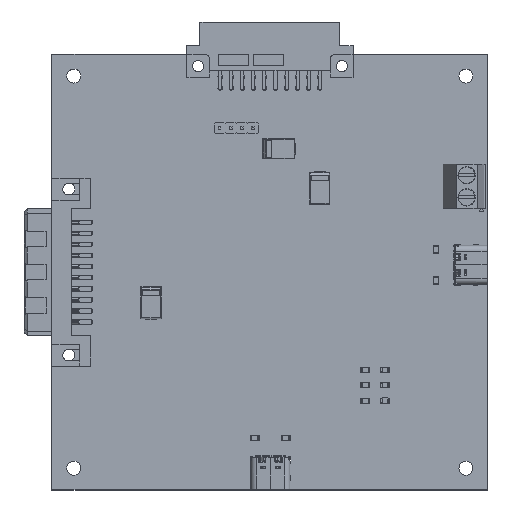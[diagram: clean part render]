
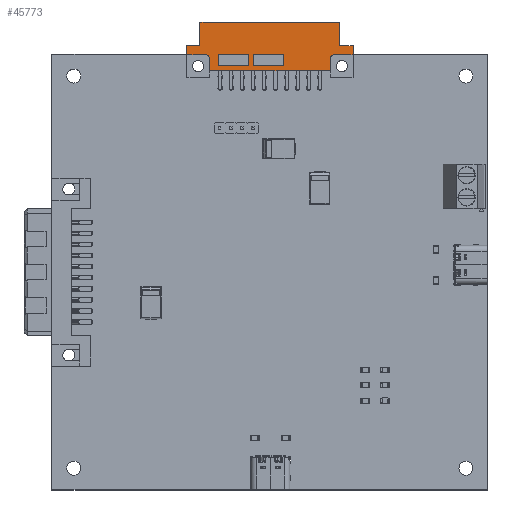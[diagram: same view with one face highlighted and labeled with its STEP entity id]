
A CAD part, top view. The second image highlights one B-rep face of the part: STEP entity #45773.
In plain terms, the highlighted face is planar.
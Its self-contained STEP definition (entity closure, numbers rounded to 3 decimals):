
#45748 = VERTEX_POINT('',#45749);
#45749 = CARTESIAN_POINT('',(13.43,8.6,1.6));
#45755 = EDGE_CURVE('',#45756,#45748,#45758,.T.);
#45756 = VERTEX_POINT('',#45757);
#45757 = CARTESIAN_POINT('',(13.43,8.6,4.2));
#45758 = LINE('',#45759,#45760);
#45759 = CARTESIAN_POINT('',(13.43,8.6,-1.1));
#45760 = VECTOR('',#45761,1.);
#45761 = DIRECTION('',(0.,0.,-1.));
#45773 = ADVANCED_FACE('',(#45774,#45799,#45833),#45949,.F.);
#45774 = FACE_BOUND('',#45775,.T.);
#45775 = EDGE_LOOP('',(#45776,#45777,#45785,#45793));
#45776 = ORIENTED_EDGE('',*,*,#45755,.T.);
#45777 = ORIENTED_EDGE('',*,*,#45778,.T.);
#45778 = EDGE_CURVE('',#45748,#45779,#45781,.T.);
#45779 = VERTEX_POINT('',#45780);
#45780 = CARTESIAN_POINT('',(20.43,8.6,1.6));
#45781 = LINE('',#45782,#45783);
#45782 = CARTESIAN_POINT('',(-2.49,8.6,1.6));
#45783 = VECTOR('',#45784,1.);
#45784 = DIRECTION('',(1.,0.,-0.));
#45785 = ORIENTED_EDGE('',*,*,#45786,.F.);
#45786 = EDGE_CURVE('',#45787,#45779,#45789,.T.);
#45787 = VERTEX_POINT('',#45788);
#45788 = CARTESIAN_POINT('',(20.43,8.6,4.2));
#45789 = LINE('',#45790,#45791);
#45790 = CARTESIAN_POINT('',(20.43,8.6,-1.1));
#45791 = VECTOR('',#45792,1.);
#45792 = DIRECTION('',(0.,0.,-1.));
#45793 = ORIENTED_EDGE('',*,*,#45794,.F.);
#45794 = EDGE_CURVE('',#45756,#45787,#45795,.T.);
#45795 = LINE('',#45796,#45797);
#45796 = CARTESIAN_POINT('',(5.13,8.6,4.2));
#45797 = VECTOR('',#45798,1.);
#45798 = DIRECTION('',(1.,0.,-0.));
#45799 = FACE_BOUND('',#45800,.T.);
#45800 = EDGE_LOOP('',(#45801,#45811,#45819,#45827));
#45801 = ORIENTED_EDGE('',*,*,#45802,.F.);
#45802 = EDGE_CURVE('',#45803,#45805,#45807,.T.);
#45803 = VERTEX_POINT('',#45804);
#45804 = CARTESIAN_POINT('',(21.43,8.6,4.2));
#45805 = VERTEX_POINT('',#45806);
#45806 = CARTESIAN_POINT('',(28.43,8.6,4.2));
#45807 = LINE('',#45808,#45809);
#45808 = CARTESIAN_POINT('',(35.63,8.6,4.2));
#45809 = VECTOR('',#45810,1.);
#45810 = DIRECTION('',(1.,0.,-0.));
#45811 = ORIENTED_EDGE('',*,*,#45812,.F.);
#45812 = EDGE_CURVE('',#45813,#45803,#45815,.T.);
#45813 = VERTEX_POINT('',#45814);
#45814 = CARTESIAN_POINT('',(21.43,8.6,1.6));
#45815 = LINE('',#45816,#45817);
#45816 = CARTESIAN_POINT('',(21.43,8.6,-1.1));
#45817 = VECTOR('',#45818,1.);
#45818 = DIRECTION('',(-0.,0.,1.));
#45819 = ORIENTED_EDGE('',*,*,#45820,.F.);
#45820 = EDGE_CURVE('',#45821,#45813,#45823,.T.);
#45821 = VERTEX_POINT('',#45822);
#45822 = CARTESIAN_POINT('',(28.43,8.6,1.6));
#45823 = LINE('',#45824,#45825);
#45824 = CARTESIAN_POINT('',(35.63,8.6,1.6));
#45825 = VECTOR('',#45826,1.);
#45826 = DIRECTION('',(-1.,0.,0.));
#45827 = ORIENTED_EDGE('',*,*,#45828,.F.);
#45828 = EDGE_CURVE('',#45805,#45821,#45829,.T.);
#45829 = LINE('',#45830,#45831);
#45830 = CARTESIAN_POINT('',(28.43,8.6,-1.1));
#45831 = VECTOR('',#45832,1.);
#45832 = DIRECTION('',(0.,0.,-1.));
#45833 = FACE_BOUND('',#45834,.T.);
#45834 = EDGE_LOOP('',(#45835,#45845,#45853,#45862,#45870,#45878,#45886,
    #45894,#45902,#45910,#45918,#45926,#45934,#45943));
#45835 = ORIENTED_EDGE('',*,*,#45836,.F.);
#45836 = EDGE_CURVE('',#45837,#45839,#45841,.T.);
#45837 = VERTEX_POINT('',#45838);
#45838 = CARTESIAN_POINT('',(2.71,8.6,0.4));
#45839 = VERTEX_POINT('',#45840);
#45840 = CARTESIAN_POINT('',(30.43,8.6,0.4));
#45841 = LINE('',#45842,#45843);
#45842 = CARTESIAN_POINT('',(-32.97,8.6,0.4));
#45843 = VECTOR('',#45844,1.);
#45844 = DIRECTION('',(1.,0.,-0.));
#45845 = ORIENTED_EDGE('',*,*,#45846,.T.);
#45846 = EDGE_CURVE('',#45837,#45847,#45849,.T.);
#45847 = VERTEX_POINT('',#45848);
#45848 = CARTESIAN_POINT('',(2.71,8.6,3.1));
#45849 = LINE('',#45850,#45851);
#45850 = CARTESIAN_POINT('',(2.71,8.6,-1.1));
#45851 = VECTOR('',#45852,1.);
#45852 = DIRECTION('',(-0.,0.,1.));
#45853 = ORIENTED_EDGE('',*,*,#45854,.T.);
#45854 = EDGE_CURVE('',#45847,#45855,#45857,.T.);
#45855 = VERTEX_POINT('',#45856);
#45856 = CARTESIAN_POINT('',(1.71,8.6,4.1));
#45857 = CIRCLE('',#45858,1.);
#45858 = AXIS2_PLACEMENT_3D('',#45859,#45860,#45861);
#45859 = CARTESIAN_POINT('',(1.71,8.6,3.1));
#45860 = DIRECTION('',(0.,-1.,0.));
#45861 = DIRECTION('',(1.,0.,0.));
#45862 = ORIENTED_EDGE('',*,*,#45863,.T.);
#45863 = EDGE_CURVE('',#45855,#45864,#45866,.T.);
#45864 = VERTEX_POINT('',#45865);
#45865 = CARTESIAN_POINT('',(-2.49,8.6,4.1));
#45866 = LINE('',#45867,#45868);
#45867 = CARTESIAN_POINT('',(-2.49,8.6,4.1));
#45868 = VECTOR('',#45869,1.);
#45869 = DIRECTION('',(-1.,0.,0.));
#45870 = ORIENTED_EDGE('',*,*,#45871,.T.);
#45871 = EDGE_CURVE('',#45864,#45872,#45874,.T.);
#45872 = VERTEX_POINT('',#45873);
#45873 = CARTESIAN_POINT('',(-2.49,8.6,6.1));
#45874 = LINE('',#45875,#45876);
#45875 = CARTESIAN_POINT('',(-2.49,8.6,-1.1));
#45876 = VECTOR('',#45877,1.);
#45877 = DIRECTION('',(-0.,0.,1.));
#45878 = ORIENTED_EDGE('',*,*,#45879,.T.);
#45879 = EDGE_CURVE('',#45872,#45880,#45882,.T.);
#45880 = VERTEX_POINT('',#45881);
#45881 = CARTESIAN_POINT('',(0.51,8.6,6.1));
#45882 = LINE('',#45883,#45884);
#45883 = CARTESIAN_POINT('',(-2.49,8.6,6.1));
#45884 = VECTOR('',#45885,1.);
#45885 = DIRECTION('',(1.,0.,-0.));
#45886 = ORIENTED_EDGE('',*,*,#45887,.T.);
#45887 = EDGE_CURVE('',#45880,#45888,#45890,.T.);
#45888 = VERTEX_POINT('',#45889);
#45889 = CARTESIAN_POINT('',(0.51,8.6,11.6));
#45890 = LINE('',#45891,#45892);
#45891 = CARTESIAN_POINT('',(0.51,8.6,-1.1));
#45892 = VECTOR('',#45893,1.);
#45893 = DIRECTION('',(-0.,0.,1.));
#45894 = ORIENTED_EDGE('',*,*,#45895,.F.);
#45895 = EDGE_CURVE('',#45896,#45888,#45898,.T.);
#45896 = VERTEX_POINT('',#45897);
#45897 = CARTESIAN_POINT('',(32.63,8.6,11.6));
#45898 = LINE('',#45899,#45900);
#45899 = CARTESIAN_POINT('',(5.15,8.6,11.6));
#45900 = VECTOR('',#45901,1.);
#45901 = DIRECTION('',(-1.,0.,0.));
#45902 = ORIENTED_EDGE('',*,*,#45903,.F.);
#45903 = EDGE_CURVE('',#45904,#45896,#45906,.T.);
#45904 = VERTEX_POINT('',#45905);
#45905 = CARTESIAN_POINT('',(32.63,8.6,6.1));
#45906 = LINE('',#45907,#45908);
#45907 = CARTESIAN_POINT('',(32.63,8.6,-1.1));
#45908 = VECTOR('',#45909,1.);
#45909 = DIRECTION('',(-0.,0.,1.));
#45910 = ORIENTED_EDGE('',*,*,#45911,.F.);
#45911 = EDGE_CURVE('',#45912,#45904,#45914,.T.);
#45912 = VERTEX_POINT('',#45913);
#45913 = CARTESIAN_POINT('',(35.63,8.6,6.1));
#45914 = LINE('',#45915,#45916);
#45915 = CARTESIAN_POINT('',(35.63,8.6,6.1));
#45916 = VECTOR('',#45917,1.);
#45917 = DIRECTION('',(-1.,0.,0.));
#45918 = ORIENTED_EDGE('',*,*,#45919,.F.);
#45919 = EDGE_CURVE('',#45920,#45912,#45922,.T.);
#45920 = VERTEX_POINT('',#45921);
#45921 = CARTESIAN_POINT('',(35.63,8.6,4.1));
#45922 = LINE('',#45923,#45924);
#45923 = CARTESIAN_POINT('',(35.63,8.6,-1.1));
#45924 = VECTOR('',#45925,1.);
#45925 = DIRECTION('',(-0.,0.,1.));
#45926 = ORIENTED_EDGE('',*,*,#45927,.F.);
#45927 = EDGE_CURVE('',#45928,#45920,#45930,.T.);
#45928 = VERTEX_POINT('',#45929);
#45929 = CARTESIAN_POINT('',(31.43,8.6,4.1));
#45930 = LINE('',#45931,#45932);
#45931 = CARTESIAN_POINT('',(35.63,8.6,4.1));
#45932 = VECTOR('',#45933,1.);
#45933 = DIRECTION('',(1.,0.,-0.));
#45934 = ORIENTED_EDGE('',*,*,#45935,.F.);
#45935 = EDGE_CURVE('',#45936,#45928,#45938,.T.);
#45936 = VERTEX_POINT('',#45937);
#45937 = CARTESIAN_POINT('',(30.43,8.6,3.1));
#45938 = CIRCLE('',#45939,1.);
#45939 = AXIS2_PLACEMENT_3D('',#45940,#45941,#45942);
#45940 = CARTESIAN_POINT('',(31.43,8.6,3.1));
#45941 = DIRECTION('',(0.,1.,0.));
#45942 = DIRECTION('',(-1.,0.,0.));
#45943 = ORIENTED_EDGE('',*,*,#45944,.F.);
#45944 = EDGE_CURVE('',#45839,#45936,#45945,.T.);
#45945 = LINE('',#45946,#45947);
#45946 = CARTESIAN_POINT('',(30.43,8.6,-1.1));
#45947 = VECTOR('',#45948,1.);
#45948 = DIRECTION('',(-0.,0.,1.));
#45949 = PLANE('',#45950);
#45950 = AXIS2_PLACEMENT_3D('',#45951,#45952,#45953);
#45951 = CARTESIAN_POINT('',(16.57,8.6,7.9));
#45952 = DIRECTION('',(0.,-1.,0.));
#45953 = DIRECTION('',(1.,0.,0.));
